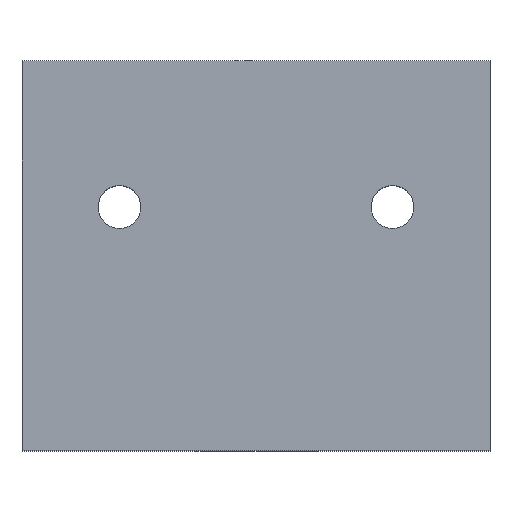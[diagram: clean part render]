
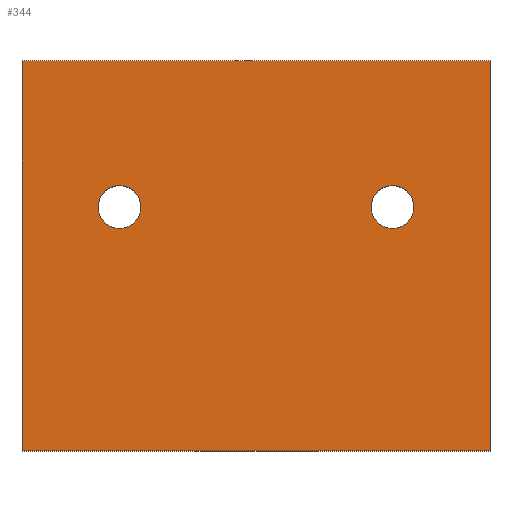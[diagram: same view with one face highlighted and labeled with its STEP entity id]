
A CAD part, top view. The second image highlights one B-rep face of the part: STEP entity #344.
In plain terms, the highlighted planar face has unit normal (0, 0, 1).
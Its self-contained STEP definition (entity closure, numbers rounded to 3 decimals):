
#9=DIRECTION('',(1.,0.,0.));
#10=VECTOR('',#9,24.);
#11=CARTESIAN_POINT('',(-12.,0.,7.5));
#12=LINE('',#11,#10);
#75=DIRECTION('',(1.,0.,0.));
#76=VECTOR('',#75,24.);
#77=CARTESIAN_POINT('',(-12.,-20.,7.5));
#78=LINE('',#77,#76);
#97=DIRECTION('',(0.,-1.,0.));
#98=VECTOR('',#97,20.);
#99=CARTESIAN_POINT('',(-12.,0.,7.5));
#100=LINE('',#99,#98);
#101=CARTESIAN_POINT('',(-7.,-7.5,7.5));
#102=DIRECTION('',(0.,0.,-1.));
#103=DIRECTION('',(1.,0.,0.));
#104=AXIS2_PLACEMENT_3D('',#101,#102,#103);
#106=CARTESIAN_POINT('',(-7.,-7.5,7.5));
#107=DIRECTION('',(0.,0.,-1.));
#108=DIRECTION('',(-1.,0.,0.));
#109=AXIS2_PLACEMENT_3D('',#106,#107,#108);
#111=CARTESIAN_POINT('',(7.,-7.5,7.5));
#112=DIRECTION('',(0.,0.,-1.));
#113=DIRECTION('',(1.,0.,0.));
#114=AXIS2_PLACEMENT_3D('',#111,#112,#113);
#116=CARTESIAN_POINT('',(7.,-7.5,7.5));
#117=DIRECTION('',(0.,0.,-1.));
#118=DIRECTION('',(-1.,0.,0.));
#119=AXIS2_PLACEMENT_3D('',#116,#117,#118);
#125=DIRECTION('',(0.,-1.,0.));
#126=VECTOR('',#125,20.);
#127=CARTESIAN_POINT('',(12.,0.,7.5));
#128=LINE('',#127,#126);
#157=CARTESIAN_POINT('',(-12.,0.,7.5));
#158=CARTESIAN_POINT('',(12.,0.,7.5));
#159=VERTEX_POINT('',#157);
#160=VERTEX_POINT('',#158);
#162=CARTESIAN_POINT('',(-12.,-20.,7.5));
#164=VERTEX_POINT('',#162);
#165=CARTESIAN_POINT('',(12.,-20.,7.5));
#166=VERTEX_POINT('',#165);
#181=CARTESIAN_POINT('',(-5.9,-7.5,7.5));
#182=CARTESIAN_POINT('',(-8.1,-7.5,7.5));
#183=VERTEX_POINT('',#181);
#184=VERTEX_POINT('',#182);
#189=CARTESIAN_POINT('',(8.1,-7.5,7.5));
#190=CARTESIAN_POINT('',(5.9,-7.5,7.5));
#191=VERTEX_POINT('',#189);
#192=VERTEX_POINT('',#190);
#320=CARTESIAN_POINT('',(-12.,0.,7.5));
#321=DIRECTION('',(0.,0.,1.));
#322=DIRECTION('',(1.,0.,0.));
#323=AXIS2_PLACEMENT_3D('',#320,#321,#322);
#324=PLANE('',#323);
#325=ORIENTED_EDGE('',*,*,#214,.T.);
#327=ORIENTED_EDGE('',*,*,#326,.T.);
#328=ORIENTED_EDGE('',*,*,#306,.F.);
#329=ORIENTED_EDGE('',*,*,#257,.F.);
#330=EDGE_LOOP('',(#325,#327,#328,#329));
#331=FACE_OUTER_BOUND('',#330,.F.);
#333=ORIENTED_EDGE('',*,*,#332,.F.);
#335=ORIENTED_EDGE('',*,*,#334,.F.);
#336=EDGE_LOOP('',(#333,#335));
#337=FACE_BOUND('',#336,.F.);
#339=ORIENTED_EDGE('',*,*,#338,.F.);
#341=ORIENTED_EDGE('',*,*,#340,.F.);
#342=EDGE_LOOP('',(#339,#341));
#343=FACE_BOUND('',#342,.F.);
#344=ADVANCED_FACE('',(#331,#337,#343),#324,.T.);
#105=CIRCLE('',#104,1.1);
#110=CIRCLE('',#109,1.1);
#115=CIRCLE('',#114,1.1);
#120=CIRCLE('',#119,1.1);
#214=EDGE_CURVE('',#159,#160,#12,.T.);
#257=EDGE_CURVE('',#159,#164,#100,.T.);
#306=EDGE_CURVE('',#164,#166,#78,.T.);
#326=EDGE_CURVE('',#160,#166,#128,.T.);
#332=EDGE_CURVE('',#183,#184,#105,.T.);
#334=EDGE_CURVE('',#184,#183,#110,.T.);
#338=EDGE_CURVE('',#191,#192,#115,.T.);
#340=EDGE_CURVE('',#192,#191,#120,.T.);
